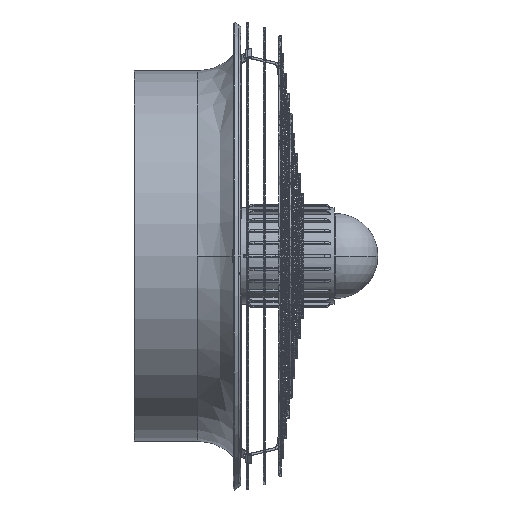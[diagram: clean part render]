
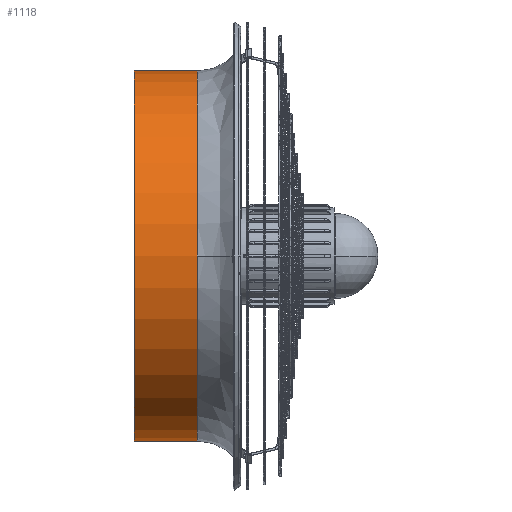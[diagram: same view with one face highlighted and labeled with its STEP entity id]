
A CAD part, front view. The second image highlights one B-rep face of the part: STEP entity #1118.
In plain terms, the highlighted cylindrical face has radius 257 mm (diameter 514 mm), a partial arc.
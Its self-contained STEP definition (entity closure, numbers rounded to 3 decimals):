
#708 = VERTEX_POINT ( 'NONE', #46648 ) ;
#1118 = ADVANCED_FACE ( 'NONE', ( #45951 ), #35274, .T. ) ;
#2377 = DIRECTION ( 'NONE',  ( 0., 0., -1. ) ) ;
#3536 = VERTEX_POINT ( 'NONE', #33056 ) ;
#5153 = CARTESIAN_POINT ( 'NONE',  ( -298.034, -464., -257. ) ) ;
#6356 = CIRCLE ( 'NONE', #54586, 257. ) ;
#9144 = EDGE_CURVE ( 'NONE', #12446, #38829, #40610, .T. ) ;
#10347 = CARTESIAN_POINT ( 'NONE',  ( -386.034, -464., 0. ) ) ;
#10366 = DIRECTION ( 'NONE',  ( -1., 0., 0. ) ) ;
#10696 = AXIS2_PLACEMENT_3D ( 'NONE', #17246, #48856, #58120 ) ;
#11735 = CIRCLE ( 'NONE', #51310, 257. ) ;
#12069 = ORIENTED_EDGE ( 'NONE', *, *, #12443, .T. ) ;
#12443 = EDGE_CURVE ( 'NONE', #38829, #708, #27143, .T. ) ;
#12446 = VERTEX_POINT ( 'NONE', #24073 ) ;
#15492 = EDGE_CURVE ( 'NONE', #58097, #3536, #11735, .T. ) ;
#17246 = CARTESIAN_POINT ( 'NONE',  ( -342.034, -464., 0. ) ) ;
#19136 = LINE ( 'NONE', #28633, #43892 ) ;
#19411 = DIRECTION ( 'NONE',  ( 1., 0., 0. ) ) ;
#24073 = CARTESIAN_POINT ( 'NONE',  ( -298.034, -464., 257. ) ) ;
#25669 = EDGE_CURVE ( 'NONE', #3536, #12446, #6356, .T. ) ;
#27143 = CIRCLE ( 'NONE', #40467, 257. ) ;
#28124 = DIRECTION ( 'NONE',  ( -1., 0., 0. ) ) ;
#28559 = VECTOR ( 'NONE', #28124, 1000. ) ;
#28633 = CARTESIAN_POINT ( 'NONE',  ( -342.034, -464., -257. ) ) ;
#29050 = DIRECTION ( 'NONE',  ( 0., 0., -1. ) ) ;
#32138 = ORIENTED_EDGE ( 'NONE', *, *, #25669, .T. ) ;
#33016 = CARTESIAN_POINT ( 'NONE',  ( -342.034, -464., 257. ) ) ;
#33056 = CARTESIAN_POINT ( 'NONE',  ( -298.034, -721., 0. ) ) ;
#34197 = ORIENTED_EDGE ( 'NONE', *, *, #52241, .F. ) ;
#34276 = CARTESIAN_POINT ( 'NONE',  ( -298.034, -464., 0. ) ) ;
#35274 = CYLINDRICAL_SURFACE ( 'NONE', #10696, 257. ) ;
#38701 = CARTESIAN_POINT ( 'NONE',  ( -298.034, -464., 0. ) ) ;
#38829 = VERTEX_POINT ( 'NONE', #42299 ) ;
#40467 = AXIS2_PLACEMENT_3D ( 'NONE', #10347, #19411, #51071 ) ;
#40610 = LINE ( 'NONE', #33016, #28559 ) ;
#42299 = CARTESIAN_POINT ( 'NONE',  ( -386.034, -464., 257. ) ) ;
#42896 = DIRECTION ( 'NONE',  ( -1., 0., 0. ) ) ;
#43872 = ORIENTED_EDGE ( 'NONE', *, *, #9144, .T. ) ;
#43892 = VECTOR ( 'NONE', #10366, 1000. ) ;
#45951 = FACE_OUTER_BOUND ( 'NONE', #51816, .T. ) ;
#46648 = CARTESIAN_POINT ( 'NONE',  ( -386.034, -464., -257. ) ) ;
#48436 = DIRECTION ( 'NONE',  ( -1., 0., 0. ) ) ;
#48856 = DIRECTION ( 'NONE',  ( -1., 0., 0. ) ) ;
#51071 = DIRECTION ( 'NONE',  ( 0., 0., -1. ) ) ;
#51310 = AXIS2_PLACEMENT_3D ( 'NONE', #38701, #42896, #29050 ) ;
#51816 = EDGE_LOOP ( 'NONE', ( #56023, #32138, #43872, #12069, #34197 ) ) ;
#52241 = EDGE_CURVE ( 'NONE', #58097, #708, #19136, .T. ) ;
#54586 = AXIS2_PLACEMENT_3D ( 'NONE', #34276, #48436, #2377 ) ;
#56023 = ORIENTED_EDGE ( 'NONE', *, *, #15492, .T. ) ;
#58097 = VERTEX_POINT ( 'NONE', #5153 ) ;
#58120 = DIRECTION ( 'NONE',  ( 0., 0., -1. ) ) ;
